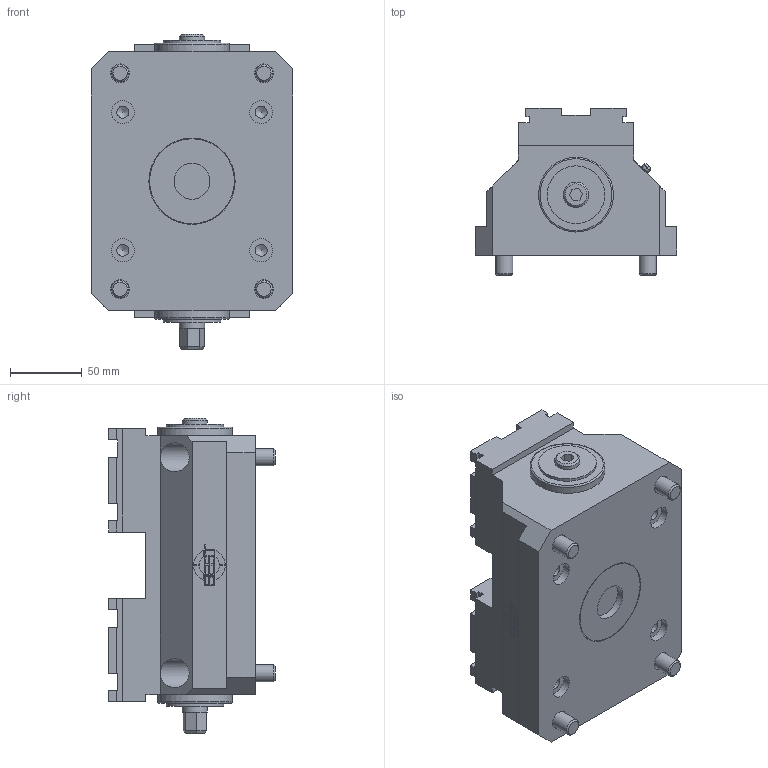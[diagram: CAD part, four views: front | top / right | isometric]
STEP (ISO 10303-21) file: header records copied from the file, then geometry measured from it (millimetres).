
FILE_DESCRIPTION((''),'2;1');
FILE_NAME('220-0180-004-Kunde.stp','2013-06-12T14:26:33',('adam'),(''),'Autodesk Inventor 2013','Autodesk Inventor 2013','');
FILE_SCHEMA(('AUTOMOTIVE_DESIGN { 1 0 10303 214 1 1 1 1 }'));
Length unit declared in the file: millimetre
Products named in the file (1): 220-0180-004-Kunde
Bounding box: 140 x 116 x 219 mm (x, y, z)
Volume: 1813726 mm3; surface area: 151695.9 mm2
Topology: 1 solids, 1 shells, 532 faces, 1347 edges, 855 vertices
Faces by surface type: plane 367, cylinder 118, cone 30, torus 16, sphere 1
Full cylindrical faces by diameter (mm): 8.376 x12, 12 x4, 13 x4, 16 x8, 17.5 x2, 18 x8, 20 x5, 25 x1, 40 x2, 52 x2, 59 x1, 60 x1
Entity records: 15598 total; most frequent: CARTESIAN_POINT 2730, DIRECTION 2497, ORIENTED_EDGE 2456, EDGE_CURVE 1228, VECTOR 881, LINE 881, VERTEX_POINT 825, AXIS2_PLACEMENT_3D 808
